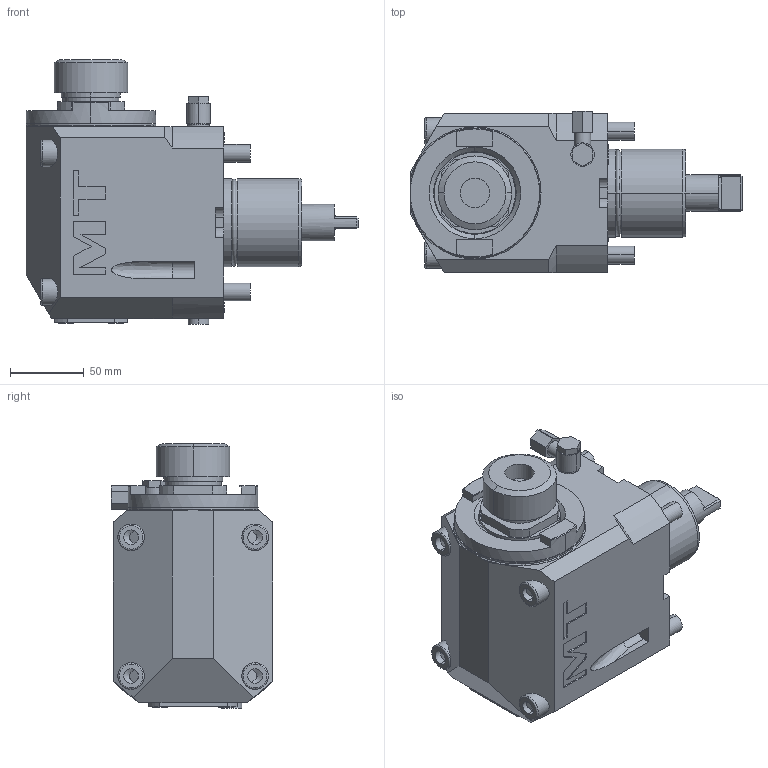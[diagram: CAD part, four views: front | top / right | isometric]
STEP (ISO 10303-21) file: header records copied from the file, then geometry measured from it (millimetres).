
FILE_DESCRIPTION((''),'2;1');
FILE_NAME('MNL0750532_CONF','2023-02-13T14:16:57',('sterribile'),('M.T. srl'),'CREO PARAMETRIC BY PTC INC, 2021072','CREO PARAMETRIC BY PTC INC, 2021072','');
FILE_SCHEMA(('CONFIG_CONTROL_DESIGN'));
Length unit declared in the file: millimetre
Products named in the file (1): MNL0750532_CONF
Bounding box: 225 x 109.5 x 179.56 mm (x, y, z)
Volume: 1999990.8 mm3; surface area: 125596.7 mm2
Topology: 1 solids, 1 shells, 337 faces, 824 edges, 537 vertices
Faces by surface type: plane 189, cylinder 106, cone 20, torus 16, extrusion 4, bspline 2
Entity records: 10809 total; most frequent: CARTESIAN_POINT 2658, DIRECTION 1720, ORIENTED_EDGE 1648, EDGE_CURVE 824, AXIS2_PLACEMENT_3D 616, VERTEX_POINT 537, VECTOR 488, LINE 484
